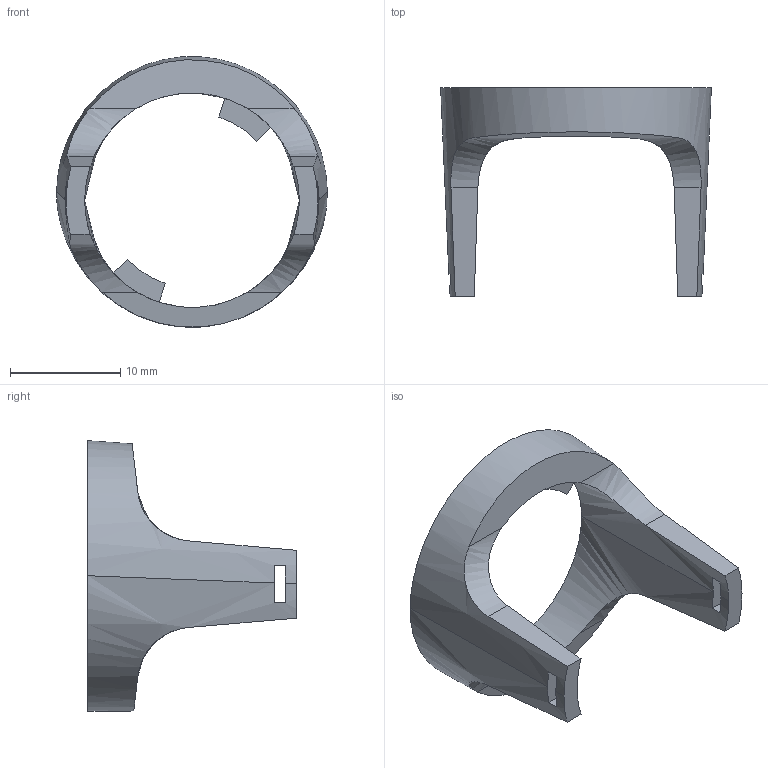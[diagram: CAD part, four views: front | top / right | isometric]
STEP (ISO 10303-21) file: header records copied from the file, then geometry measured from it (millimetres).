
FILE_DESCRIPTION(/* description */ (''),/* implementation_level */ '2;1');
FILE_NAME(/* name */ 'PIKA_S~1',/* time_stamp */ '2018-12-21T11:10:19+01:00',/* author */ (''),/* organization */ (''),/* preprocessor_version */ 'ST-DEVELOPER v15',/* originating_system */ '',/* authorisation */ '');
FILE_SCHEMA (('AUTOMOTIVE_DESIGN'));
Length unit declared in the file: millimetre
Products named in the file (1): Document
Bounding box: 24.51 x 18.85 x 24.49 mm (x, y, z)
Volume: 1254.5 mm3; surface area: 1565 mm2
Topology: 1 solids, 1 shells, 35 faces, 110 edges, 72 vertices
Faces by surface type: plane 25, bspline 10
Entity records: 1672 total; most frequent: CARTESIAN_POINT 989, ORIENTED_EDGE 220, EDGE_CURVE 110, B_SPLINE_CURVE_WITH_KNOTS 72, VERTEX_POINT 72, EDGE_LOOP 36, ADVANCED_FACE 35, FACE_OUTER_BOUND 35
